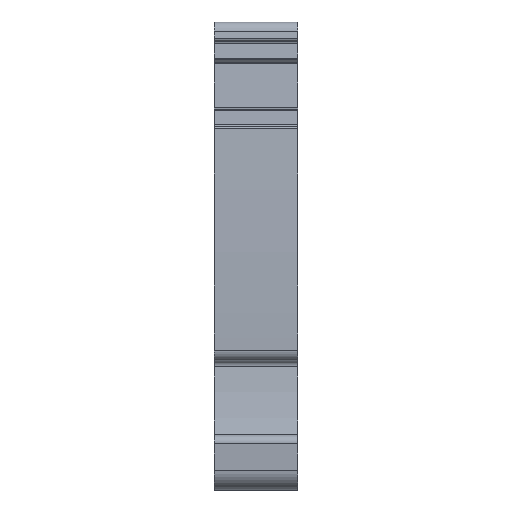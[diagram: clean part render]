
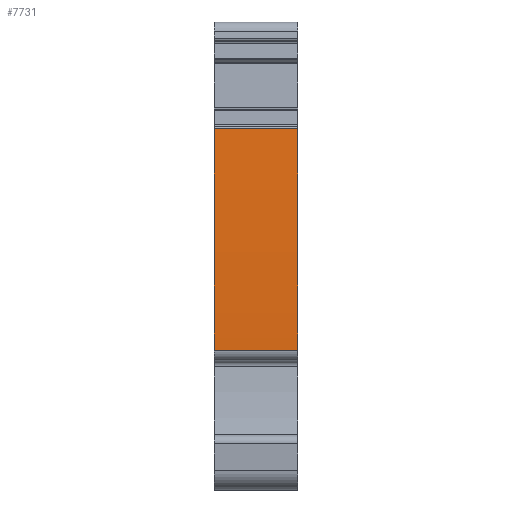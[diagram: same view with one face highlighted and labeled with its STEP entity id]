
A CAD part, front view. The second image highlights one B-rep face of the part: STEP entity #7731.
In plain terms, the highlighted cylindrical face has radius 250 mm (diameter 500 mm), a partial arc.
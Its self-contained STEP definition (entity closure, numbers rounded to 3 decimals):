
#1665=AXIS2_PLACEMENT_3D('Circle Axis2P3D',#1663,#1664,$) ;
#1672=AXIS2_PLACEMENT_3D('Circle Axis2P3D',#1670,#1671,$) ;
#3670=AXIS2_PLACEMENT_3D('Circle Axis2P3D',#3668,#3669,$) ;
#3677=AXIS2_PLACEMENT_3D('Circle Axis2P3D',#3675,#3676,$) ;
#7178=AXIS2_PLACEMENT_3D('Cylinder Axis2P3D',#7175,#7176,#7177) ;
#1660=CARTESIAN_POINT('Vertex',(8.1,2.138,34.861)) ;
#1663=CARTESIAN_POINT('Axis2P3D Location',(8.1,251.503,17.05)) ;
#1667=CARTESIAN_POINT('Vertex',(8.1,1.503,17.05)) ;
#1670=CARTESIAN_POINT('Axis2P3D Location',(8.1,251.503,17.05)) ;
#1674=CARTESIAN_POINT('Vertex',(8.1,1.529,13.45)) ;
#3665=CARTESIAN_POINT('Vertex',(0.,1.529,13.45)) ;
#3668=CARTESIAN_POINT('Axis2P3D Location',(0.,251.503,17.05)) ;
#3672=CARTESIAN_POINT('Vertex',(0.,1.503,17.05)) ;
#3675=CARTESIAN_POINT('Axis2P3D Location',(0.,251.503,17.05)) ;
#3679=CARTESIAN_POINT('Vertex',(0.,2.138,34.861)) ;
#7175=CARTESIAN_POINT('Axis2P3D Location',(4.05,251.503,17.05)) ;
#7704=CARTESIAN_POINT('Line Origine',(4.05,2.138,34.861)) ;
#7718=CARTESIAN_POINT('Line Origine',(4.05,1.529,13.45)) ;
#1664=DIRECTION('Axis2P3D Direction',(1.,0.,0.)) ;
#1671=DIRECTION('Axis2P3D Direction',(1.,0.,0.)) ;
#3669=DIRECTION('Axis2P3D Direction',(1.,0.,0.)) ;
#3676=DIRECTION('Axis2P3D Direction',(1.,0.,0.)) ;
#7176=DIRECTION('Axis2P3D Direction',(1.,0.,0.)) ;
#7177=DIRECTION('Axis2P3D XDirection',(0.,-0.994,0.109)) ;
#7705=DIRECTION('Vector Direction',(1.,0.,0.)) ;
#7719=DIRECTION('Vector Direction',(1.,0.,0.)) ;
#7706=VECTOR('Line Direction',#7705,1.) ;
#7720=VECTOR('Line Direction',#7719,1.) ;
#7724=ORIENTED_EDGE('',*,*,#3681,.T.) ;
#7725=ORIENTED_EDGE('',*,*,#3674,.T.) ;
#7726=ORIENTED_EDGE('',*,*,#7722,.T.) ;
#7727=ORIENTED_EDGE('',*,*,#1676,.F.) ;
#7728=ORIENTED_EDGE('',*,*,#1669,.F.) ;
#7729=ORIENTED_EDGE('',*,*,#7708,.F.) ;
#7731=ADVANCED_FACE('MLD',(#7730),#7179,.T.) ;
#1666=CIRCLE('generated circle',#1665,250.) ;
#1673=CIRCLE('generated circle',#1672,250.) ;
#3671=CIRCLE('generated circle',#3670,250.) ;
#3678=CIRCLE('generated circle',#3677,250.) ;
#7179=CYLINDRICAL_SURFACE('generated cylinder',#7178,250.) ;
#1669=EDGE_CURVE('',#1661,#1668,#1666,.T.) ;
#1676=EDGE_CURVE('',#1668,#1675,#1673,.T.) ;
#3674=EDGE_CURVE('',#3673,#3666,#3671,.T.) ;
#3681=EDGE_CURVE('',#3680,#3673,#3678,.T.) ;
#7708=EDGE_CURVE('',#3680,#1661,#7707,.T.) ;
#7722=EDGE_CURVE('',#3666,#1675,#7721,.T.) ;
#7723=EDGE_LOOP('',(#7724,#7725,#7726,#7727,#7728,#7729)) ;
#7730=FACE_OUTER_BOUND('',#7723,.T.) ;
#7707=LINE('Line',#7704,#7706) ;
#7721=LINE('Line',#7718,#7720) ;
#1661=VERTEX_POINT('',#1660) ;
#1668=VERTEX_POINT('',#1667) ;
#1675=VERTEX_POINT('',#1674) ;
#3666=VERTEX_POINT('',#3665) ;
#3673=VERTEX_POINT('',#3672) ;
#3680=VERTEX_POINT('',#3679) ;
